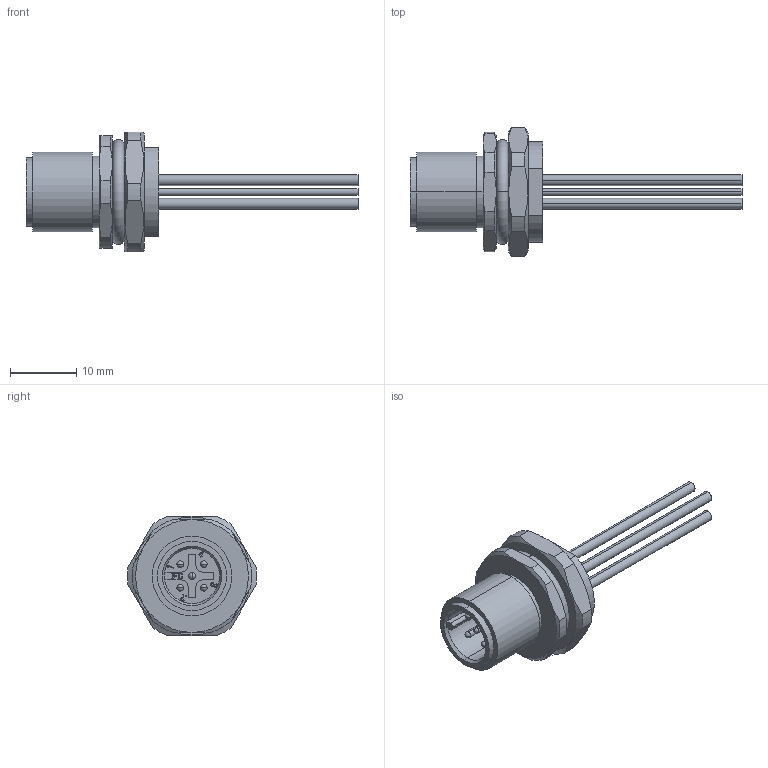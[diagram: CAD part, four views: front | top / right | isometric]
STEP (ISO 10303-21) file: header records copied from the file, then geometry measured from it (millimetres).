
FILE_DESCRIPTION((''),'2;1');
FILE_NAME('237157_SM01_ASM','2024-06-04T09:18:45',('banengservice'),('BANNER ENGINEERING'),'CREO PARAMETRIC BY PTC INC, 2022414','CREO PARAMETRIC BY PTC INC, 2022414','');
FILE_SCHEMA(('CONFIG_CONTROL_DESIGN'));
Length unit declared in the file: millimetre
Products named in the file (2): 237157_EP01; 237157_SM01_ASM
Assembly tree (1 placements, depth 2):
  237157_SM01_ASM
    237157_EP01
Bounding box: 50 x 19.48 x 18 mm (x, y, z)
Volume: 3021.6 mm3; surface area: 2732.9 mm2
Topology: 1 solids, 1 shells, 189 faces, 494 edges, 319 vertices
Faces by surface type: plane 90, cylinder 56, extrusion 17, cone 14, sphere 10, torus 2
Entity records: 7195 total; most frequent: CARTESIAN_POINT 2529, ORIENTED_EDGE 964, DIRECTION 931, EDGE_CURVE 482, AXIS2_PLACEMENT_3D 327, VERTEX_POINT 319, VECTOR 277, LINE 260
